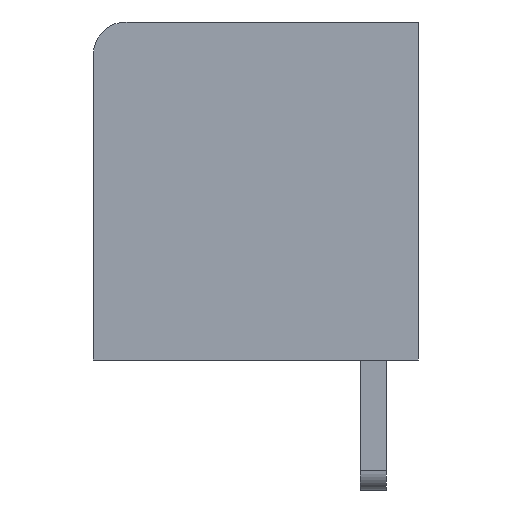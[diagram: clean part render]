
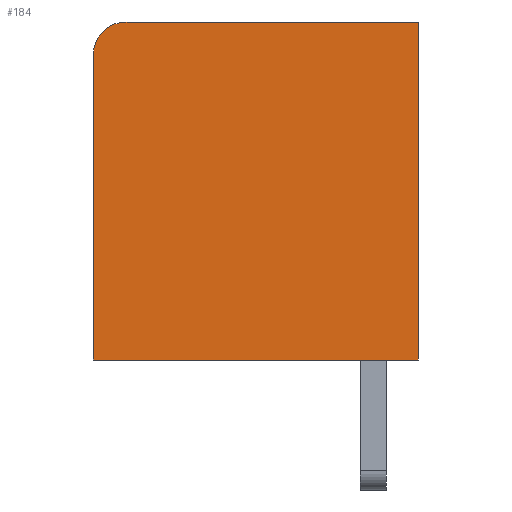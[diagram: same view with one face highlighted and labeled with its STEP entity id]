
A CAD part, left-side view. The second image highlights one B-rep face of the part: STEP entity #184.
In plain terms, the highlighted planar face has unit normal (-1, 0, 0).
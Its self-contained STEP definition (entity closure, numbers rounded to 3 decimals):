
#184=ADVANCED_FACE('',(#344),#345,.F.);
#344=FACE_OUTER_BOUND('',#481,.T.);
#345=PLANE('',#482);
#481=EDGE_LOOP('',(#825,#826,#827,#828,#829));
#482=AXIS2_PLACEMENT_3D('',#830,#831,#832);
#825=ORIENTED_EDGE('',*,*,#835,.T.);
#826=ORIENTED_EDGE('',*,*,#879,.F.);
#827=ORIENTED_EDGE('',*,*,#875,.F.);
#828=ORIENTED_EDGE('',*,*,#963,.T.);
#829=ORIENTED_EDGE('',*,*,#967,.T.);
#830=CARTESIAN_POINT('',(-3.81,5.0,10.4));
#831=DIRECTION('',(1.0,0.0,0.0));
#832=DIRECTION('',(0.0,0.0,-1.0));
#835=EDGE_CURVE('',#970,#971,#972,.T.);
#875=EDGE_CURVE('',#1043,#1045,#1046,.T.);
#879=EDGE_CURVE('',#1045,#971,#1051,.T.);
#963=EDGE_CURVE('',#1043,#1161,#1163,.F.);
#967=EDGE_CURVE('',#1161,#970,#1167,.T.);
#970=VERTEX_POINT('',#1170);
#971=VERTEX_POINT('',#1171);
#972=LINE('',#1172,#1173);
#1043=VERTEX_POINT('',#1275);
#1045=VERTEX_POINT('',#1278);
#1046=LINE('',#1279,#1280);
#1051=LINE('',#1287,#1288);
#1161=VERTEX_POINT('',#1445);
#1163=CIRCLE('',#1448,1.0);
#1167=LINE('',#1453,#1454);
#1170=CARTESIAN_POINT('',(-3.81,5.0,0.0));
#1171=CARTESIAN_POINT('',(-3.81,-5.0,0.0));
#1172=CARTESIAN_POINT('',(-3.81,5.0,0.0));
#1173=VECTOR('',#1456,1.0);
#1275=CARTESIAN_POINT('',(-3.81,4.0,10.4));
#1278=CARTESIAN_POINT('',(-3.81,-5.,10.4));
#1279=CARTESIAN_POINT('',(-3.81,5.0,10.4));
#1280=VECTOR('',#1498,1.0);
#1287=CARTESIAN_POINT('',(-3.81,-5.0,10.4));
#1288=VECTOR('',#1501,1.0);
#1445=CARTESIAN_POINT('',(-3.81,5.0,9.4));
#1448=AXIS2_PLACEMENT_3D('',#1565,#1566,#1567);
#1453=CARTESIAN_POINT('',(-3.81,5.0,10.4));
#1454=VECTOR('',#1569,1.0);
#1456=DIRECTION('',(0.0,-1.0,0.0));
#1498=DIRECTION('',(0.0,-1.0,0.0));
#1501=DIRECTION('',(0.0,0.0,-1.0));
#1565=CARTESIAN_POINT('',(-3.81,4.0,9.4));
#1566=DIRECTION('',(1.0,0.0,0.0));
#1567=DIRECTION('',(0.0,0.0,-1.0));
#1569=DIRECTION('',(0.0,0.0,-1.0));
